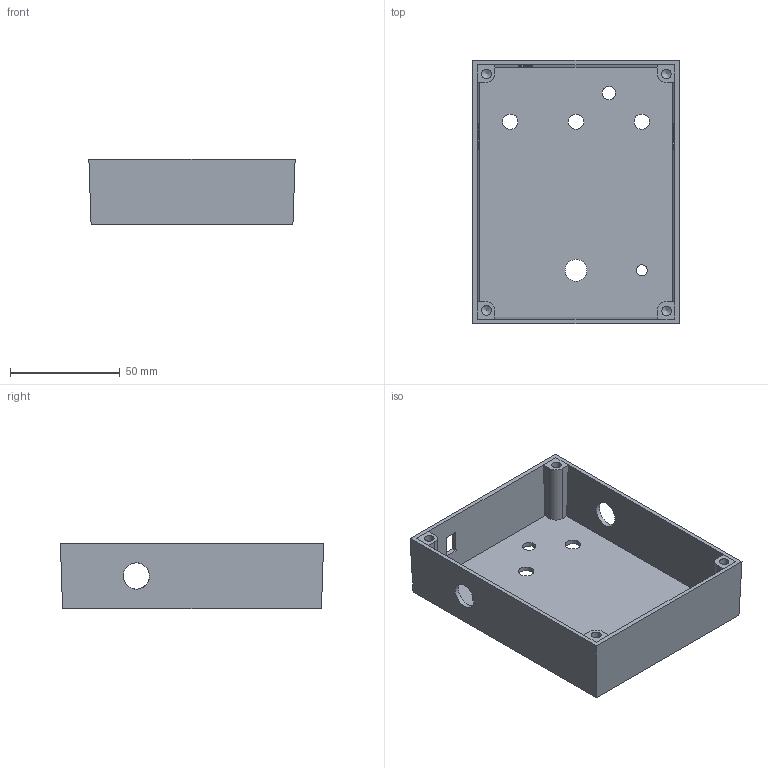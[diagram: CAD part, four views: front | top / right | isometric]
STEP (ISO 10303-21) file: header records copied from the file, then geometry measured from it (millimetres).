
FILE_DESCRIPTION(('FreeCAD Model'),'2;1');
FILE_NAME('HammondBB.step', '2019-01-30T23:29:33',('Author'),(''), 'Open CASCADE STEP processor 6.9','FreeCAD','Unknown');
FILE_SCHEMA(('AUTOMOTIVE_DESIGN_CC2 { 1 2 10303 214 -1 1 5 4 }'));
Length unit declared in the file: millimetre
Products named in the file (1): Body
Bounding box: 94 x 120 x 30 mm (x, y, z)
Volume: 50038.5 mm3; surface area: 45392.4 mm2
Topology: 1 solids, 1 shells, 47 faces, 130 edges, 86 vertices
Faces by surface type: plane 19, cylinder 16, bspline 8, cone 4
Full cylindrical faces by diameter (mm): 4.4 x4, 5 x1, 6 x1, 7 x3, 10 x1, 12 x2
Entity records: 5217 total; most frequent: CARTESIAN_POINT 2798, DIRECTION 386, ORIENTED_EDGE 252, PCURVE 252, DEFINITIONAL_REPRESENTATION 252, LINE 242, VECTOR 242, EDGE_CURVE 126
